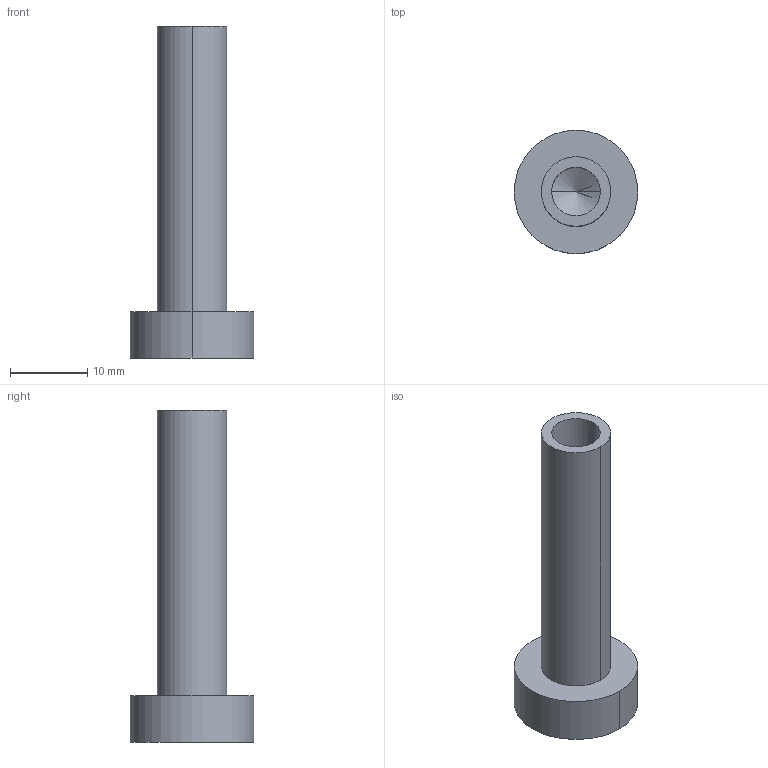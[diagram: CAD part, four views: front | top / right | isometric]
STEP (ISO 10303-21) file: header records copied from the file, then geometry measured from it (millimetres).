
FILE_DESCRIPTION (( 'STEP AP203' ), '1' );
FILE_NAME ('101100606.STEP', '2018-03-14T13:27:26', ( '' ), ( '' ), 'SwSTEP 2.0', 'SolidWorks 2015', '' );
FILE_SCHEMA (( 'CONFIG_CONTROL_DESIGN' ));
Length unit declared in the file: millimetre
Products named in the file (1): 101100606
Bounding box: 16 x 16 x 43 mm (x, y, z)
Volume: 2511.6 mm3; surface area: 2413.9 mm2
Topology: 1 solids, 1 shells, 232 faces, 630 edges, 409 vertices
Faces by surface type: bspline 102, plane 81, cylinder 47, cone 2
Entity records: 11650 total; most frequent: CARTESIAN_POINT 6505, ORIENTED_EDGE 1256, DIRECTION 714, EDGE_CURVE 628, VERTEX_POINT 409, VECTOR 284, LINE 284, EDGE_LOOP 243
